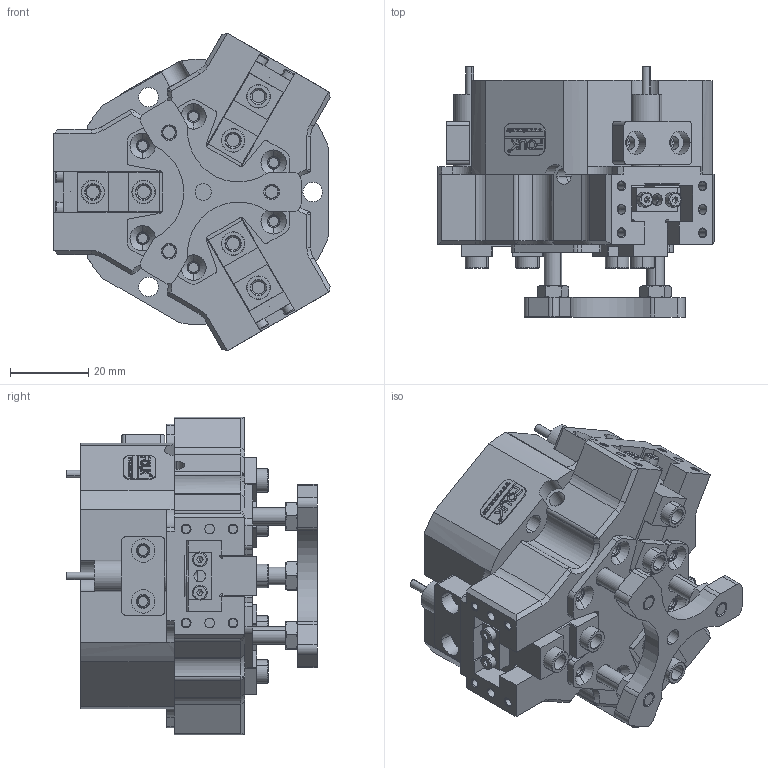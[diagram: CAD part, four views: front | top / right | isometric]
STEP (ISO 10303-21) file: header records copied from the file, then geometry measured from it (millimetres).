
FILE_DESCRIPTION (( 'STEP AP203' ), '1' );
FILE_NAME ('TZ42-76-C20.STEP', '2024-12-24T07:15:21', ( 'USER-' ), ( 'Microsoft' ), 'SwSTEP 2.0', 'SolidWorks 2018', '' );
FILE_SCHEMA (( 'CONFIG_CONTROL_DESIGN' ));
Length unit declared in the file: millimetre
Products named in the file (22): TZ42-76杅耀.sldasm-Part-14; TZ42-76杅耀.sldasm-Part-11; TZ42-76-C20; TZ42-76杅耀.sldasm-Part-17; 埴翐芛_GB_FASTENER_SCREWS_HSHCS M2X8-N; 揤輸杅耀.sldasm-Part-9; 揤輸蚾饜极; TZ42-76杅耀; TZ42-76杅耀.sldasm-Part-1; 12x8-R2; TZ42-76杅耀.sldasm-Part-13; TZ42-76杅耀.sldasm-Part-5; TZ42-76杅耀.sldasm-Part-25; TZ42-76杅耀.sldasm-Part-2; GB╱T 6170-2015-1型六角螺母M4; TZ42-76杅耀.sldasm-Part-15; TZ42-76杅耀.sldasm-Part-23; TZ42-76杅耀.sldasm-Part-16; TZ42-76杅耀.sldasm-Part-8; TZ42-76杅耀.sldasm-Part-27; TZ42-76-M-08-A 芢啣; TZ42-76杅耀.sldasm-Part-29
Assembly tree (32 placements, depth 4):
  TZ42-76-C20
    TZ42-76杅耀.sldasm-Part-1
    TZ42-76杅耀.sldasm-Part-2
    TZ42-76杅耀.sldasm-Part-5
    TZ42-76杅耀.sldasm-Part-8
    TZ42-76-M-08-A 芢啣
    GB╱T 6170-2015-1型六角螺母M4  x3
    TZ42-76杅耀
      TZ42-76杅耀.sldasm-Part-8
      TZ42-76杅耀.sldasm-Part-11  x3
      TZ42-76杅耀.sldasm-Part-14
      TZ42-76杅耀.sldasm-Part-15
      TZ42-76杅耀.sldasm-Part-17
      TZ42-76杅耀.sldasm-Part-23
      TZ42-76杅耀.sldasm-Part-25
      TZ42-76杅耀.sldasm-Part-27
      TZ42-76杅耀.sldasm-Part-29
      TZ42-76杅耀.sldasm-Part-13  x2
      TZ42-76杅耀.sldasm-Part-16  x2
      揤輸蚾饜极  x3
        揤輸杅耀.sldasm-Part-9
        埴翐芛_GB_FASTENER_SCREWS_HSHCS M2X8-N
      12x8-R2
    TZ42-76杅耀.sldasm-Part-13
Bounding box: 70.73 x 64 x 81.25 mm (x, y, z)
Volume: 141825.8 mm3; surface area: 52071 mm2
Topology: 34 solids, 34 shells, 1782 faces, 4457 edges, 2841 vertices
Faces by surface type: plane 794, cylinder 522, cone 293, bspline 155, torus 18
Entity records: 46372 total; most frequent: CARTESIAN_POINT 13174, ORIENTED_EDGE 6426, DIRECTION 6170, EDGE_CURVE 3213, AXIS2_PLACEMENT_3D 2138, VERTEX_POINT 2060, LINE 1894, VECTOR 1894
